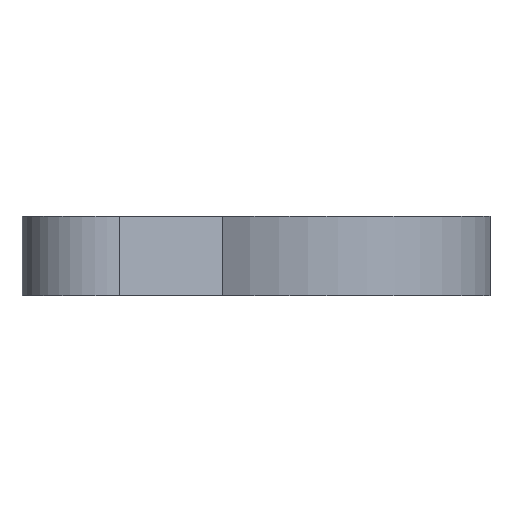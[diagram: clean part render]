
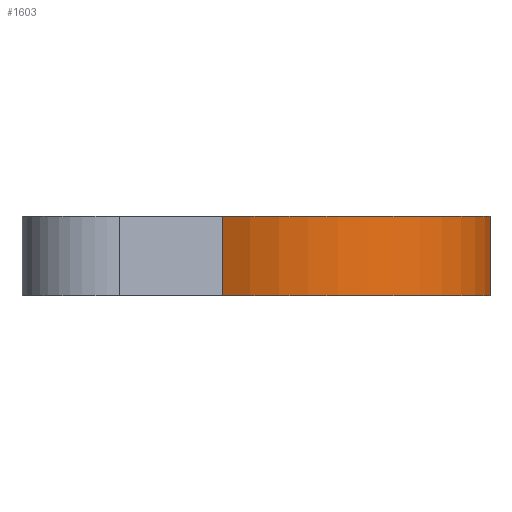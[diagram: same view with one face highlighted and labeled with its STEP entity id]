
A CAD part, front view. The second image highlights one B-rep face of the part: STEP entity #1603.
In plain terms, the highlighted cylindrical face has radius 35.995 mm (diameter 71.989 mm), a partial arc.
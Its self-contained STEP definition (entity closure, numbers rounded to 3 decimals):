
#32 = PLANE('',#33);
#33 = AXIS2_PLACEMENT_3D('',#34,#35,#36);
#34 = CARTESIAN_POINT('',(19.657,0.883,16.));
#35 = DIRECTION('',(0.,0.,1.));
#36 = DIRECTION('',(1.,0.,0.));
#212 = VERTEX_POINT('',#213);
#213 = CARTESIAN_POINT('',(40.416,8.439,16.));
#227 = PLANE('',#228);
#228 = AXIS2_PLACEMENT_3D('',#229,#230,#231);
#229 = CARTESIAN_POINT('',(19.657,0.883,16.));
#230 = DIRECTION('',(0.342,-0.94,0.));
#231 = DIRECTION('',(0.94,0.342,0.));
#239 = EDGE_CURVE('',#240,#212,#242,.T.);
#240 = VERTEX_POINT('',#241);
#241 = CARTESIAN_POINT('',(69.347,73.923,16.));
#242 = SURFACE_CURVE('',#243,(#248,#259),.PCURVE_S1.);
#243 = CIRCLE('',#244,35.995);
#244 = AXIS2_PLACEMENT_3D('',#245,#246,#247);
#245 = CARTESIAN_POINT('',(58.347,39.65,16.));
#246 = DIRECTION('',(0.,0.,-1.));
#247 = DIRECTION('',(1.,0.,0.));
#248 = PCURVE('',#32,#249);
#249 = DEFINITIONAL_REPRESENTATION('',(#250),#258);
#250 = ( BOUNDED_CURVE() B_SPLINE_CURVE(2,(#251,#252,#253,#254,#255,#256
,#257),.UNSPECIFIED.,.T.,.F.) B_SPLINE_CURVE_WITH_KNOTS((1,2,2,2,2,1),(
    -2.094,0.,2.094,4.189,6.283,
8.378),.UNSPECIFIED.) CURVE() GEOMETRIC_REPRESENTATION_ITEM() 
RATIONAL_B_SPLINE_CURVE((1.,0.5,1.,0.5,1.,0.5,1.)) REPRESENTATION_ITEM(
  '') );
#251 = CARTESIAN_POINT('',(74.684,38.766));
#252 = CARTESIAN_POINT('',(74.684,-23.578));
#253 = CARTESIAN_POINT('',(20.692,7.594));
#254 = CARTESIAN_POINT('',(-33.3,38.766));
#255 = CARTESIAN_POINT('',(20.692,69.939));
#256 = CARTESIAN_POINT('',(74.684,101.111));
#257 = CARTESIAN_POINT('',(74.684,38.766));
#258 = ( GEOMETRIC_REPRESENTATION_CONTEXT(2) 
PARAMETRIC_REPRESENTATION_CONTEXT() REPRESENTATION_CONTEXT('2D SPACE',''
  ) );
#259 = PCURVE('',#260,#265);
#260 = CYLINDRICAL_SURFACE('',#261,35.995);
#261 = AXIS2_PLACEMENT_3D('',#262,#263,#264);
#262 = CARTESIAN_POINT('',(58.347,39.65,16.));
#263 = DIRECTION('',(0.,0.,1.));
#264 = DIRECTION('',(1.,0.,0.));
#265 = DEFINITIONAL_REPRESENTATION('',(#266),#270);
#266 = LINE('',#267,#268);
#267 = CARTESIAN_POINT('',(0.,0.));
#268 = VECTOR('',#269,1.);
#269 = DIRECTION('',(-1.,0.));
#270 = ( GEOMETRIC_REPRESENTATION_CONTEXT(2) 
PARAMETRIC_REPRESENTATION_CONTEXT() REPRESENTATION_CONTEXT('2D SPACE',''
  ) );
#288 = PLANE('',#289);
#289 = AXIS2_PLACEMENT_3D('',#290,#291,#292);
#290 = CARTESIAN_POINT('',(69.347,73.923,16.));
#291 = DIRECTION('',(1.,0.,0.));
#292 = DIRECTION('',(0.,1.,0.));
#736 = PLANE('',#737);
#737 = AXIS2_PLACEMENT_3D('',#738,#739,#740);
#738 = CARTESIAN_POINT('',(19.657,0.883,0.));
#739 = DIRECTION('',(0.,0.,1.));
#740 = DIRECTION('',(1.,0.,0.));
#1511 = VERTEX_POINT('',#1512);
#1512 = CARTESIAN_POINT('',(40.416,8.439,0.));
#1533 = EDGE_CURVE('',#212,#1511,#1534,.T.);
#1534 = SURFACE_CURVE('',#1535,(#1539,#1546),.PCURVE_S1.);
#1535 = LINE('',#1536,#1537);
#1536 = CARTESIAN_POINT('',(40.416,8.439,16.));
#1537 = VECTOR('',#1538,1.);
#1538 = DIRECTION('',(0.,0.,-1.));
#1539 = PCURVE('',#227,#1540);
#1540 = DEFINITIONAL_REPRESENTATION('',(#1541),#1545);
#1541 = LINE('',#1542,#1543);
#1542 = CARTESIAN_POINT('',(22.091,0.));
#1543 = VECTOR('',#1544,1.);
#1544 = DIRECTION('',(0.,-1.));
#1545 = ( GEOMETRIC_REPRESENTATION_CONTEXT(2) 
PARAMETRIC_REPRESENTATION_CONTEXT() REPRESENTATION_CONTEXT('2D SPACE',''
  ) );
#1546 = PCURVE('',#260,#1547);
#1547 = DEFINITIONAL_REPRESENTATION('',(#1548),#1552);
#1548 = LINE('',#1549,#1550);
#1549 = CARTESIAN_POINT('',(-8.375,0.));
#1550 = VECTOR('',#1551,1.);
#1551 = DIRECTION('',(0.,-1.));
#1552 = ( GEOMETRIC_REPRESENTATION_CONTEXT(2) 
PARAMETRIC_REPRESENTATION_CONTEXT() REPRESENTATION_CONTEXT('2D SPACE',''
  ) );
#1603 = ADVANCED_FACE('',(#1604),#260,.T.);
#1604 = FACE_BOUND('',#1605,.F.);
#1605 = EDGE_LOOP('',(#1606,#1629,#1655,#1656));
#1606 = ORIENTED_EDGE('',*,*,#1607,.T.);
#1607 = EDGE_CURVE('',#240,#1608,#1610,.T.);
#1608 = VERTEX_POINT('',#1609);
#1609 = CARTESIAN_POINT('',(69.347,73.923,0.));
#1610 = SURFACE_CURVE('',#1611,(#1615,#1622),.PCURVE_S1.);
#1611 = LINE('',#1612,#1613);
#1612 = CARTESIAN_POINT('',(69.347,73.923,16.));
#1613 = VECTOR('',#1614,1.);
#1614 = DIRECTION('',(0.,0.,-1.));
#1615 = PCURVE('',#260,#1616);
#1616 = DEFINITIONAL_REPRESENTATION('',(#1617),#1621);
#1617 = LINE('',#1618,#1619);
#1618 = CARTESIAN_POINT('',(-5.023,0.));
#1619 = VECTOR('',#1620,1.);
#1620 = DIRECTION('',(0.,-1.));
#1621 = ( GEOMETRIC_REPRESENTATION_CONTEXT(2) 
PARAMETRIC_REPRESENTATION_CONTEXT() REPRESENTATION_CONTEXT('2D SPACE',''
  ) );
#1622 = PCURVE('',#288,#1623);
#1623 = DEFINITIONAL_REPRESENTATION('',(#1624),#1628);
#1624 = LINE('',#1625,#1626);
#1625 = CARTESIAN_POINT('',(0.,0.));
#1626 = VECTOR('',#1627,1.);
#1627 = DIRECTION('',(0.,-1.));
#1628 = ( GEOMETRIC_REPRESENTATION_CONTEXT(2) 
PARAMETRIC_REPRESENTATION_CONTEXT() REPRESENTATION_CONTEXT('2D SPACE',''
  ) );
#1629 = ORIENTED_EDGE('',*,*,#1630,.T.);
#1630 = EDGE_CURVE('',#1608,#1511,#1631,.T.);
#1631 = SURFACE_CURVE('',#1632,(#1637,#1644),.PCURVE_S1.);
#1632 = CIRCLE('',#1633,35.995);
#1633 = AXIS2_PLACEMENT_3D('',#1634,#1635,#1636);
#1634 = CARTESIAN_POINT('',(58.347,39.65,0.));
#1635 = DIRECTION('',(0.,0.,-1.));
#1636 = DIRECTION('',(1.,0.,0.));
#1637 = PCURVE('',#260,#1638);
#1638 = DEFINITIONAL_REPRESENTATION('',(#1639),#1643);
#1639 = LINE('',#1640,#1641);
#1640 = CARTESIAN_POINT('',(0.,-16.));
#1641 = VECTOR('',#1642,1.);
#1642 = DIRECTION('',(-1.,0.));
#1643 = ( GEOMETRIC_REPRESENTATION_CONTEXT(2) 
PARAMETRIC_REPRESENTATION_CONTEXT() REPRESENTATION_CONTEXT('2D SPACE',''
  ) );
#1644 = PCURVE('',#736,#1645);
#1645 = DEFINITIONAL_REPRESENTATION('',(#1646),#1654);
#1646 = ( BOUNDED_CURVE() B_SPLINE_CURVE(2,(#1647,#1648,#1649,#1650,
#1651,#1652,#1653),.UNSPECIFIED.,.T.,.F.) B_SPLINE_CURVE_WITH_KNOTS((1,2
    ,2,2,2,1),(-2.094,0.,2.094,4.189,
6.283,8.378),.UNSPECIFIED.) CURVE() 
GEOMETRIC_REPRESENTATION_ITEM() RATIONAL_B_SPLINE_CURVE((1.,0.5,1.,0.5,
1.,0.5,1.)) REPRESENTATION_ITEM('') );
#1647 = CARTESIAN_POINT('',(74.684,38.766));
#1648 = CARTESIAN_POINT('',(74.684,-23.578));
#1649 = CARTESIAN_POINT('',(20.692,7.594));
#1650 = CARTESIAN_POINT('',(-33.3,38.766));
#1651 = CARTESIAN_POINT('',(20.692,69.939));
#1652 = CARTESIAN_POINT('',(74.684,101.111));
#1653 = CARTESIAN_POINT('',(74.684,38.766));
#1654 = ( GEOMETRIC_REPRESENTATION_CONTEXT(2) 
PARAMETRIC_REPRESENTATION_CONTEXT() REPRESENTATION_CONTEXT('2D SPACE',''
  ) );
#1655 = ORIENTED_EDGE('',*,*,#1533,.F.);
#1656 = ORIENTED_EDGE('',*,*,#239,.F.);
